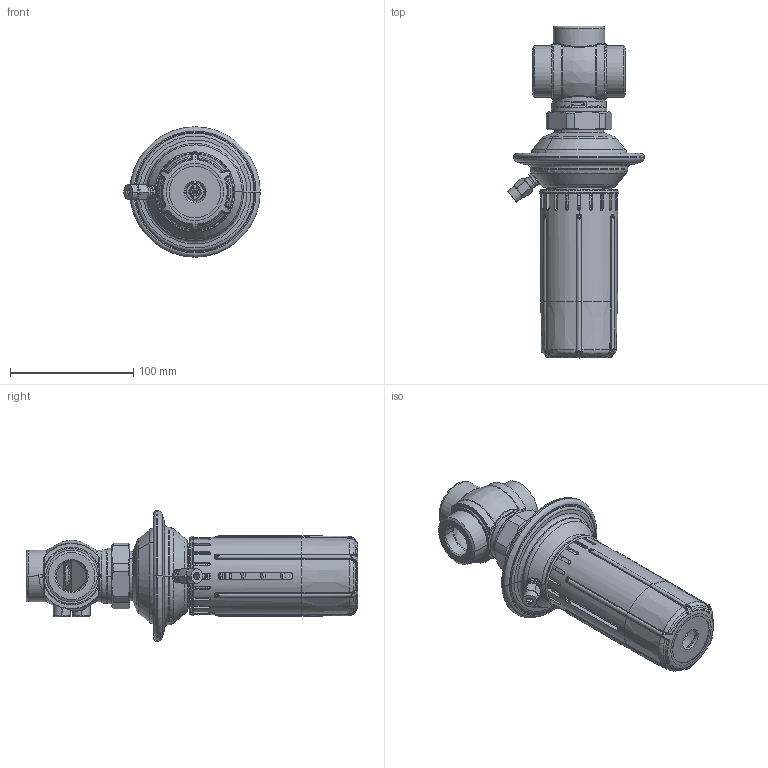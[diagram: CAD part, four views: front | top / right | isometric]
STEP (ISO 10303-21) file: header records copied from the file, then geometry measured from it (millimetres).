
FILE_DESCRIPTION((''),'2;1');
FILE_NAME('003H6204','2012-03-27T',('U258099'),('Danfoss'),'PRO/ENGINEER BY PARAMETRIC TECHNOLOGY CORPORATION, 2010370','PRO/ENGINEER BY PARAMETRIC TECHNOLOGY CORPORATION, 2010370','');
FILE_SCHEMA(('CONFIG_CONTROL_DESIGN'));
Products named in the file (1): 003H6204
Bounding box: 110.92 x 269.73 x 106 mm (x, y, z)
Volume: 354333.2 mm3; surface area: 215043.3 mm2
Topology: 3 solids, 3 shells, 2720 faces, 7180 edges, 4438 vertices
Faces by surface type: plane 868, cylinder 602, bspline 600, cone 336, torus 288, sphere 20, extrusion 6
Entity records: 142753 total; most frequent: CARTESIAN_POINT 81179, ORIENTED_EDGE 14328, DIRECTION 11017, EDGE_CURVE 7164, AXIS2_PLACEMENT_3D 4438, VERTEX_POINT 4438, EDGE_LOOP 2844, FACE_OUTER_BOUND 2720
